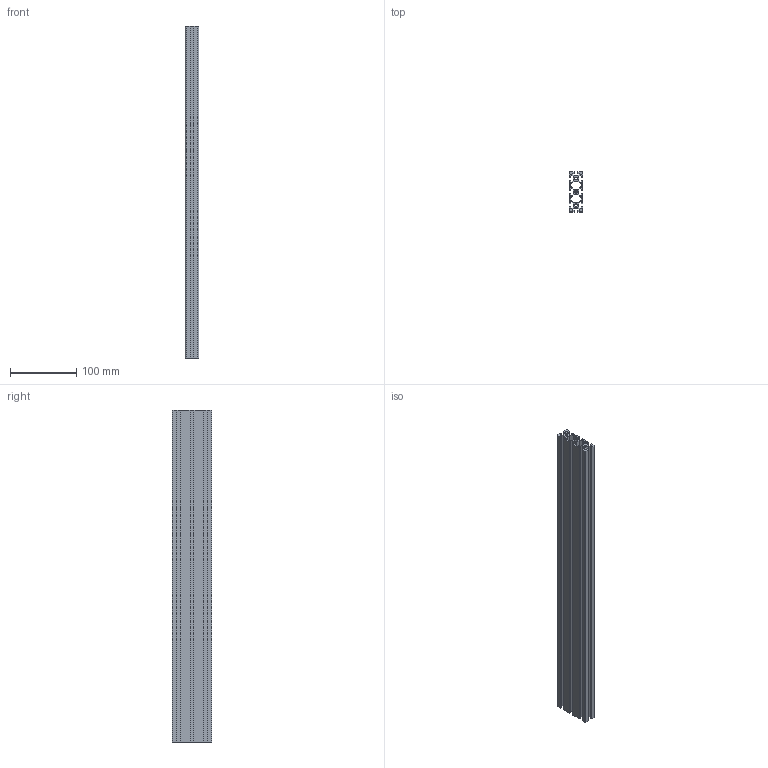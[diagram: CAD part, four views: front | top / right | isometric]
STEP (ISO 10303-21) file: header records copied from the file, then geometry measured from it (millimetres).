
FILE_DESCRIPTION(/* description */ (''),/* implementation_level */ '2;1');
FILE_NAME(/* name */ '2060-500.step',/* time_stamp */ '2019-04-17T23:48:07-05:00',/* author */ ('twmasterZ5S42'),/* organization */ (''),/* preprocessor_version */ 'ST-DEVELOPER v18',/* originating_system */ 'Autodesk Translation Framework v8.2.0.1029',/* authorisation */ '');
FILE_SCHEMA (('AUTOMOTIVE_DESIGN { 1 0 10303 214 3 1 1 }'));
Length unit declared in the file: millimetre
Products named in the file (2): 2060-500; Component1
Assembly tree (1 placements, depth 2):
  2060-500
    Component1
Bounding box: 20 x 60 x 500 mm (x, y, z)
Volume: 227754.2 mm3; surface area: 229786.3 mm2
Topology: 1 solids, 1 shells, 117 faces, 347 edges, 232 vertices
Faces by surface type: plane 110, cylinder 7
Full cylindrical faces by diameter (mm): 4.2 x3
Entity records: 3933 total; most frequent: CARTESIAN_POINT 699, ORIENTED_EDGE 694, DIRECTION 603, EDGE_CURVE 347, LINE 331, VECTOR 331, VERTEX_POINT 232, AXIS2_PLACEMENT_3D 136
